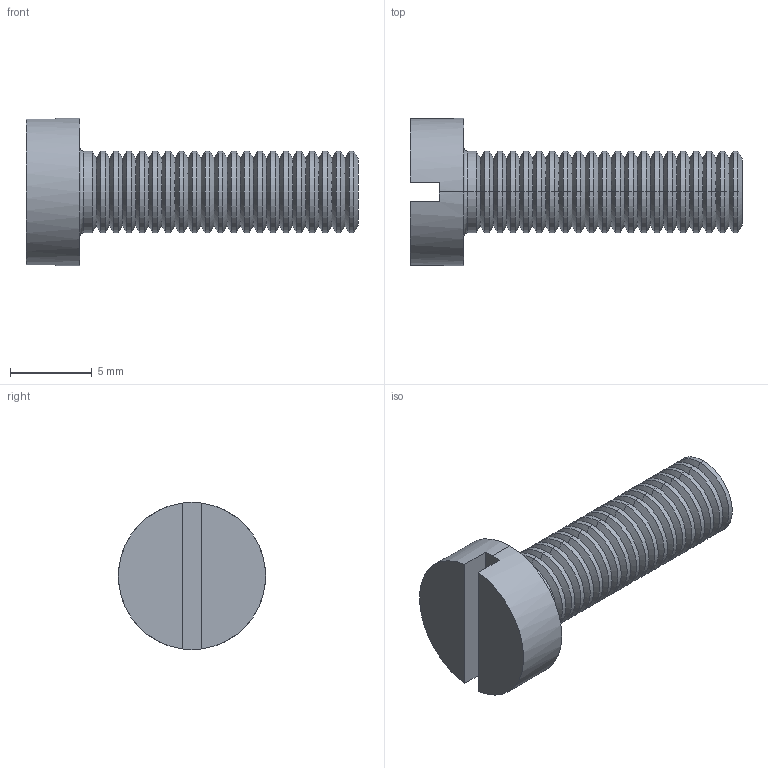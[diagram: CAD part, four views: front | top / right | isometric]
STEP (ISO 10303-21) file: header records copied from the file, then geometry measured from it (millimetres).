
FILE_DESCRIPTION (( 'STEP AP214' ), '1' );
FILE_NAME ('Screw M5 x 17.STEP', '2025-07-06T08:34:19', ( '' ), ( '' ), 'SwSTEP 2.0', 'SolidWorks 2025', '' );
FILE_SCHEMA (( 'AUTOMOTIVE_DESIGN' ));
Length unit declared in the file: millimetre
Products named in the file (1): Screw M5 x 17_KS 1021 FF - M5 x 16-S
Bounding box: 20.3 x 9 x 9 mm (x, y, z)
Volume: 489.9 mm3; surface area: 643.7 mm2
Topology: 1 solids, 1 shells, 135 faces, 272 edges, 140 vertices
Faces by surface type: cone 82, cylinder 44, plane 7, torus 2
Entity records: 3446 total; most frequent: DIRECTION 682, CARTESIAN_POINT 548, ORIENTED_EDGE 544, AXIS2_PLACEMENT_3D 274, EDGE_CURVE 272, VERTEX_POINT 140, CIRCLE 138, EDGE_LOOP 136
